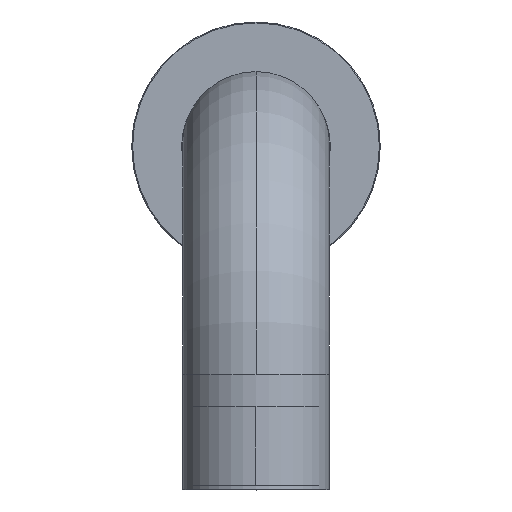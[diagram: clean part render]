
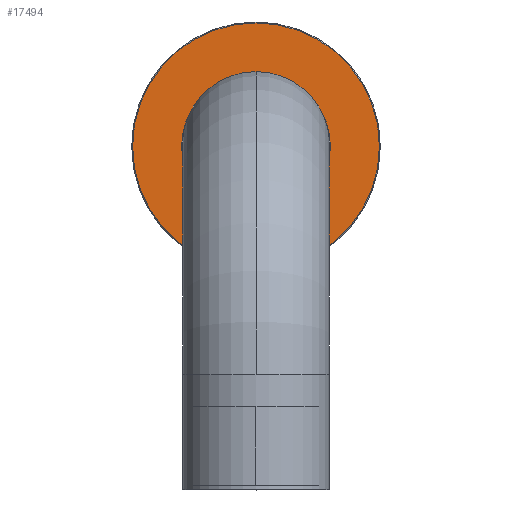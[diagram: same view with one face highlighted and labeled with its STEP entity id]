
A CAD part, top view. The second image highlights one B-rep face of the part: STEP entity #17494.
In plain terms, the highlighted planar face has unit normal (0, 0, 1).
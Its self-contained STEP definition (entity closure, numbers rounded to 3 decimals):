
#61 = VERTEX_POINT ( 'NONE', #13732 ) ;
#481 = EDGE_CURVE ( 'NONE', #4760, #2240, #9194, .T. ) ;
#1064 = CARTESIAN_POINT ( 'NONE',  ( 0., 0., 10. ) ) ;
#1164 = ORIENTED_EDGE ( 'NONE', *, *, #17107, .T. ) ;
#1284 = DIRECTION ( 'NONE',  ( 0., 1., 0. ) ) ;
#1660 = DIRECTION ( 'NONE',  ( 0., 0., -1. ) ) ;
#2240 = VERTEX_POINT ( 'NONE', #6728 ) ;
#3178 = AXIS2_PLACEMENT_3D ( 'NONE', #1064, #10732, #1284 ) ;
#3392 = PLANE ( 'NONE',  #7412 ) ;
#4008 = EDGE_CURVE ( 'NONE', #61, #10632, #16442, .T. ) ;
#4760 = VERTEX_POINT ( 'NONE', #13068 ) ;
#4836 = DIRECTION ( 'NONE',  ( 0., 1., 0. ) ) ;
#6332 = DIRECTION ( 'NONE',  ( 0., 0., 1. ) ) ;
#6444 = FACE_OUTER_BOUND ( 'NONE', #14963, .T. ) ;
#6728 = CARTESIAN_POINT ( 'NONE',  ( 0., -26.8, 10. ) ) ;
#7412 = AXIS2_PLACEMENT_3D ( 'NONE', #18622, #1660, #4836 ) ;
#7728 = AXIS2_PLACEMENT_3D ( 'NONE', #16298, #19439, #11741 ) ;
#7845 = CARTESIAN_POINT ( 'NONE',  ( 0., 16.15, 10. ) ) ;
#9194 = CIRCLE ( 'NONE', #9503, 26.8 ) ;
#9503 = AXIS2_PLACEMENT_3D ( 'NONE', #20038, #18527, #9683 ) ;
#9573 = FACE_BOUND ( 'NONE', #11590, .T. ) ;
#9683 = DIRECTION ( 'NONE',  ( 0., 1., 0. ) ) ;
#10109 = ORIENTED_EDGE ( 'NONE', *, *, #481, .T. ) ;
#10632 = VERTEX_POINT ( 'NONE', #7845 ) ;
#10732 = DIRECTION ( 'NONE',  ( 0., 0., -1. ) ) ;
#11241 = ORIENTED_EDGE ( 'NONE', *, *, #4008, .T. ) ;
#11389 = CIRCLE ( 'NONE', #14920, 26.8 ) ;
#11590 = EDGE_LOOP ( 'NONE', ( #1164, #11241 ) ) ;
#11741 = DIRECTION ( 'NONE',  ( 0., 1., 0. ) ) ;
#13068 = CARTESIAN_POINT ( 'NONE',  ( 0., 26.8, 10. ) ) ;
#13087 = DIRECTION ( 'NONE',  ( 0., 1., 0. ) ) ;
#13107 = ORIENTED_EDGE ( 'NONE', *, *, #13917, .T. ) ;
#13732 = CARTESIAN_POINT ( 'NONE',  ( 0., -16.15, 10. ) ) ;
#13917 = EDGE_CURVE ( 'NONE', #2240, #4760, #11389, .T. ) ;
#14595 = CARTESIAN_POINT ( 'NONE',  ( 0., 0., 10. ) ) ;
#14920 = AXIS2_PLACEMENT_3D ( 'NONE', #14595, #6332, #13087 ) ;
#14963 = EDGE_LOOP ( 'NONE', ( #10109, #13107 ) ) ;
#16298 = CARTESIAN_POINT ( 'NONE',  ( 0., 0., 10. ) ) ;
#16442 = CIRCLE ( 'NONE', #7728, 16.15 ) ;
#16786 = CIRCLE ( 'NONE', #3178, 16.15 ) ;
#17107 = EDGE_CURVE ( 'NONE', #10632, #61, #16786, .T. ) ;
#17494 = ADVANCED_FACE ( 'NONE', ( #6444, #9573 ), #3392, .F. ) ;
#18527 = DIRECTION ( 'NONE',  ( 0., 0., 1. ) ) ;
#18622 = CARTESIAN_POINT ( 'NONE',  ( -27., 0., 10. ) ) ;
#19439 = DIRECTION ( 'NONE',  ( 0., 0., -1. ) ) ;
#20038 = CARTESIAN_POINT ( 'NONE',  ( 0., 0., 10. ) ) ;
